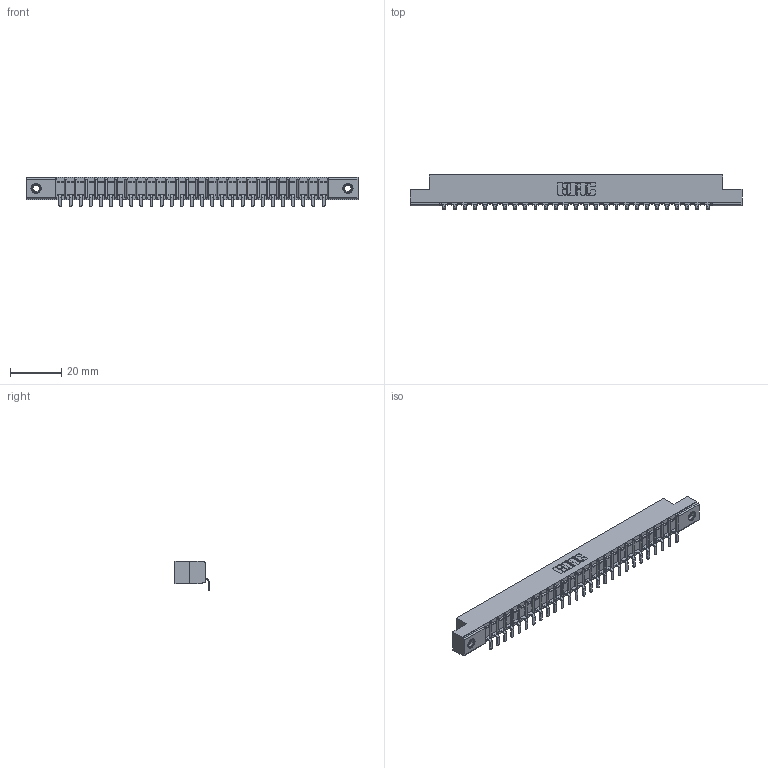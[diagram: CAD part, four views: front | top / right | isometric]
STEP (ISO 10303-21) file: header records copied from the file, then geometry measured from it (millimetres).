
FILE_DESCRIPTION (( 'STEP AP203' ), '1' );
FILE_NAME ('307-027-553-107.STEP', '2019-09-05T02:39:26', ( '' ), ( '' ), 'SwSTEP 2.0', 'SolidWorks 2016', '' );
FILE_SCHEMA (( 'CONFIG_CONTROL_DESIGN' ));
Length unit declared in the file: inch
Products named in the file (4): 307-027-553-107; 345-250-001_345-250-005-103; 307-290-002_553; 307 Part_.156 Dia Mounting Holes
Assembly tree (30 placements, depth 2):
  307-027-553-107
    307 Part_.156 Dia Mounting Holes
    307-290-002_553  x27
    345-250-001_345-250-005-103  x2
Bounding box: 130 x 13.32 x 11.51 mm (x, y, z)
Volume: 8571.1 mm3; surface area: 15911.2 mm2
Topology: 30 solids, 30 shells, 2312 faces, 7047 edges, 4614 vertices
Faces by surface type: plane 1371, cylinder 869, sphere 56, cone 12, torus 4
Entity records: 27035 total; most frequent: CARTESIAN_POINT 4539, ORIENTED_EDGE 4522, DIRECTION 4427, EDGE_CURVE 2261, VECTOR 1723, LINE 1723, VERTEX_POINT 1464, AXIS2_PLACEMENT_3D 1352
